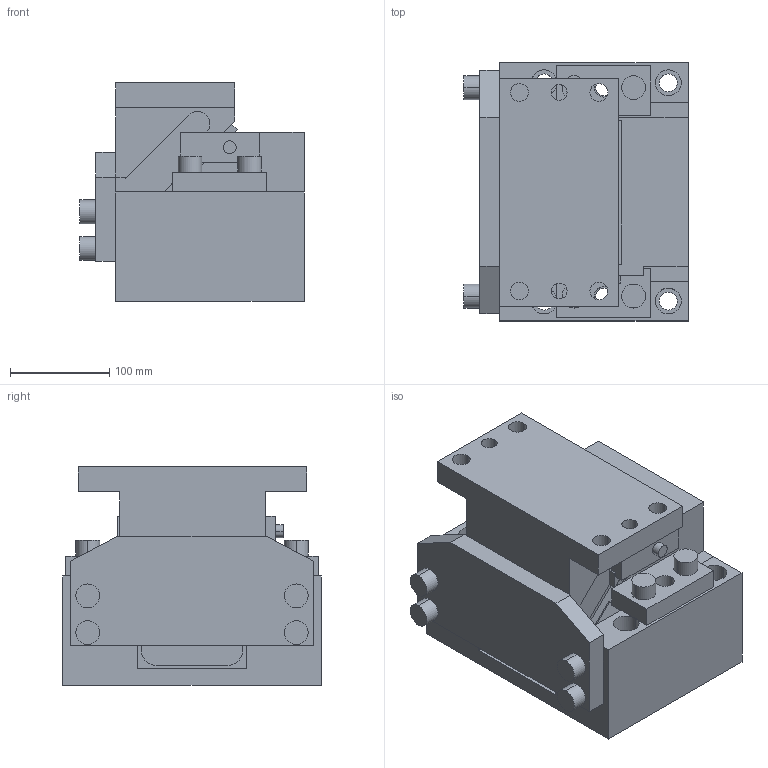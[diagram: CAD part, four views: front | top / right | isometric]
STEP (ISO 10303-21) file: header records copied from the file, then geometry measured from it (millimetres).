
FILE_DESCRIPTION(('CATIA V5 STEP Exchange'),'2;1');
FILE_NAME('CDCA_150_00_40.stp','2018-09-13T14:25:42+00:00',('none'),('none'),'CATIA Version 5 Release 20 GA (IN-10)','CATIA V5 STEP AP203','none');
FILE_SCHEMA(('CONFIG_CONTROL_DESIGN'));
Length unit declared in the file: millimetre
Products named in the file (1): CDCA_150_00_40
Bounding box: 226 x 260 x 220 mm (x, y, z)
Volume: 8196658.5 mm3; surface area: 587283.3 mm2
Topology: 3 solids, 3 shells, 174 faces, 464 edges, 310 vertices
Faces by surface type: plane 113, cylinder 61
Entity records: 5119 total; most frequent: ORIENTED_EDGE 928, CARTESIAN_POINT 894, DIRECTION 702, EDGE_CURVE 464, VECTOR 338, LINE 338, VERTEX_POINT 310, AXIS2_PLACEMENT_3D 246
